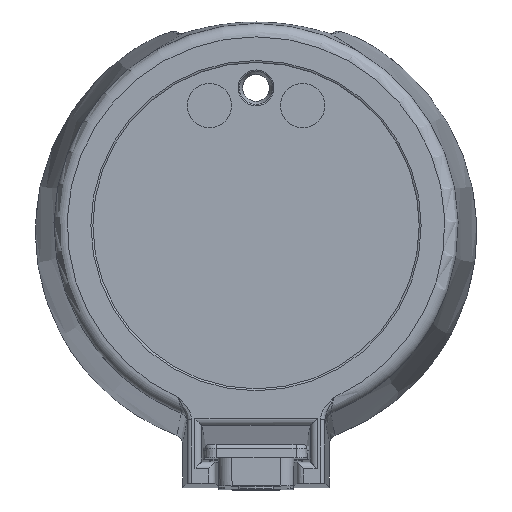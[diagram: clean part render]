
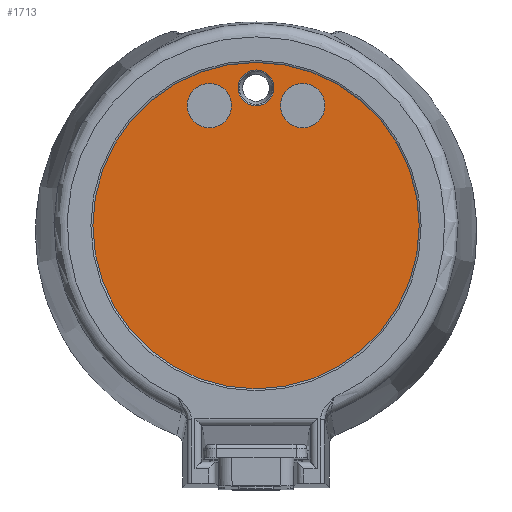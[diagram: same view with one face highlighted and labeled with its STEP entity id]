
A CAD part, front view. The second image highlights one B-rep face of the part: STEP entity #1713.
In plain terms, the highlighted planar face has unit normal (0, -1, 0).
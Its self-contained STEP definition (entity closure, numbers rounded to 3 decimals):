
#1047=CARTESIAN_POINT('',(0.0,0.25,35.035));
#1048=VERTEX_POINT('',#1047);
#1049=CARTESIAN_POINT('',(0.0,0.25,31.0));
#1050=DIRECTION('',(0.0,1.0,0.0));
#1051=DIRECTION('',(0.0,0.0,1.0));
#1052=AXIS2_PLACEMENT_3D('',#1049,#1050,#1051);
#1053=CIRCLE('',#1052,4.035);
#1054=EDGE_CURVE('',#1048,#1048,#1053,.T.);
#1095=CARTESIAN_POINT('',(-10.5,0.25,32.0));
#1096=VERTEX_POINT('',#1095);
#1097=CARTESIAN_POINT('',(-10.5,0.25,27.0));
#1098=DIRECTION('',(0.0,1.0,0.0));
#1099=DIRECTION('',(0.0,0.0,1.0));
#1100=AXIS2_PLACEMENT_3D('',#1097,#1098,#1099);
#1101=CIRCLE('',#1100,5.0);
#1102=EDGE_CURVE('',#1096,#1096,#1101,.T.);
#1123=CARTESIAN_POINT('',(10.5,0.25,32.0));
#1124=VERTEX_POINT('',#1123);
#1125=CARTESIAN_POINT('',(10.5,0.25,27.0));
#1126=DIRECTION('',(0.0,1.0,0.0));
#1127=DIRECTION('',(0.0,0.0,1.0));
#1128=AXIS2_PLACEMENT_3D('',#1125,#1126,#1127);
#1129=CIRCLE('',#1128,5.0);
#1130=EDGE_CURVE('',#1124,#1124,#1129,.T.);
#1140=CARTESIAN_POINT('',(0.0,0.25,36.722));
#1141=VERTEX_POINT('',#1140);
#1142=CARTESIAN_POINT('',(0.0,0.25,0.0));
#1143=DIRECTION('',(0.0,1.0,0.0));
#1144=DIRECTION('',(0.0,0.0,1.0));
#1145=AXIS2_PLACEMENT_3D('',#1142,#1143,#1144);
#1146=CIRCLE('',#1145,36.722);
#1147=EDGE_CURVE('',#1141,#1141,#1146,.T.);
#1696=CARTESIAN_POINT('',(-36.722,0.25,0.0));
#1697=DIRECTION('',(0.0,1.0,0.0));
#1698=DIRECTION('',(0.0,0.0,1.0));
#1699=AXIS2_PLACEMENT_3D('',#1696,#1697,#1698);
#1700=PLANE('',#1699);
#1701=ORIENTED_EDGE('',*,*,#1147,.F.);
#1702=EDGE_LOOP('',(#1701));
#1703=FACE_OUTER_BOUND('',#1702,.T.);
#1704=ORIENTED_EDGE('',*,*,#1054,.T.);
#1705=EDGE_LOOP('',(#1704));
#1706=FACE_BOUND('',#1705,.T.);
#1707=ORIENTED_EDGE('',*,*,#1130,.T.);
#1708=EDGE_LOOP('',(#1707));
#1709=FACE_BOUND('',#1708,.T.);
#1710=ORIENTED_EDGE('',*,*,#1102,.T.);
#1711=EDGE_LOOP('',(#1710));
#1712=FACE_BOUND('',#1711,.T.);
#1713=ADVANCED_FACE('',(#1703,#1706,#1709,#1712),#1700,.F.);
